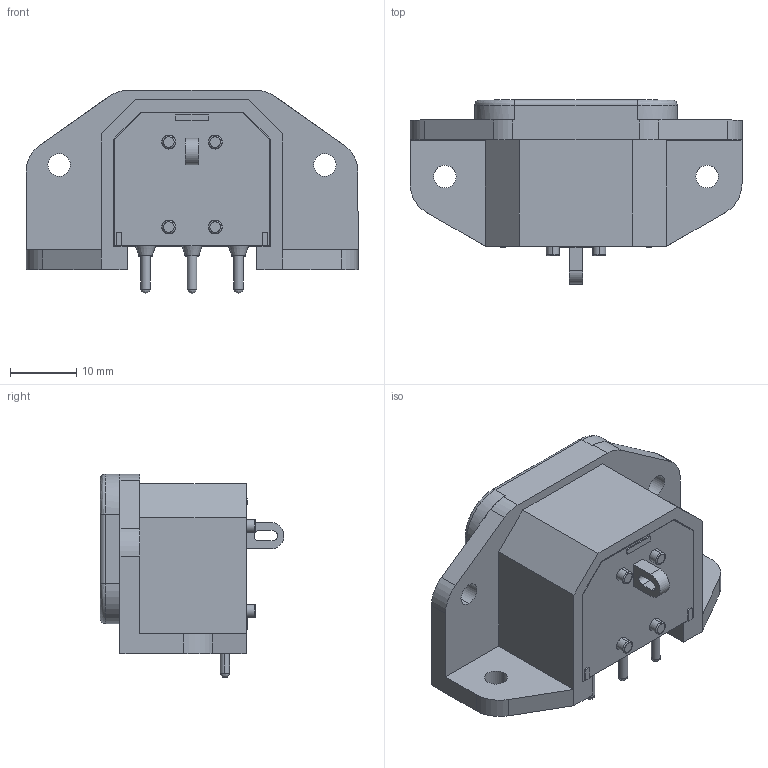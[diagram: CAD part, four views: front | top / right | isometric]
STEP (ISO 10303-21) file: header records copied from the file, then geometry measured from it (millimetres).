
FILE_DESCRIPTION (( 'STEP AP214' ), '1' );
FILE_NAME ('703w0052.STEP', '2025-03-10T12:45:00', ( '' ), ( '' ), 'SwSTEP 2.0', 'SolidWorks 2024', '' );
FILE_SCHEMA (( 'AUTOMOTIVE_DESIGN' ));
Length unit declared in the file: millimetre
Products named in the file (5): 703w0052; SS7B1-001; SS7B1-002; SS7B1AA; SS7B1B
Assembly tree (5 placements, depth 2):
  703w0052
    SS7B1B
    SS7B1-001
    SS7B1-002  x2
    SS7B1AA
Bounding box: 50 x 27.7 x 30.65 mm (x, y, z)
Volume: 8828.4 mm3; surface area: 10231.4 mm2
Topology: 5 solids, 5 shells, 412 faces, 1133 edges, 726 vertices
Faces by surface type: plane 285, cylinder 97, bspline 24, cone 6
Entity records: 12327 total; most frequent: CARTESIAN_POINT 2581, ORIENTED_EDGE 2056, DIRECTION 1941, EDGE_CURVE 1028, LINE 773, VECTOR 773, VERTEX_POINT 660, AXIS2_PLACEMENT_3D 584
